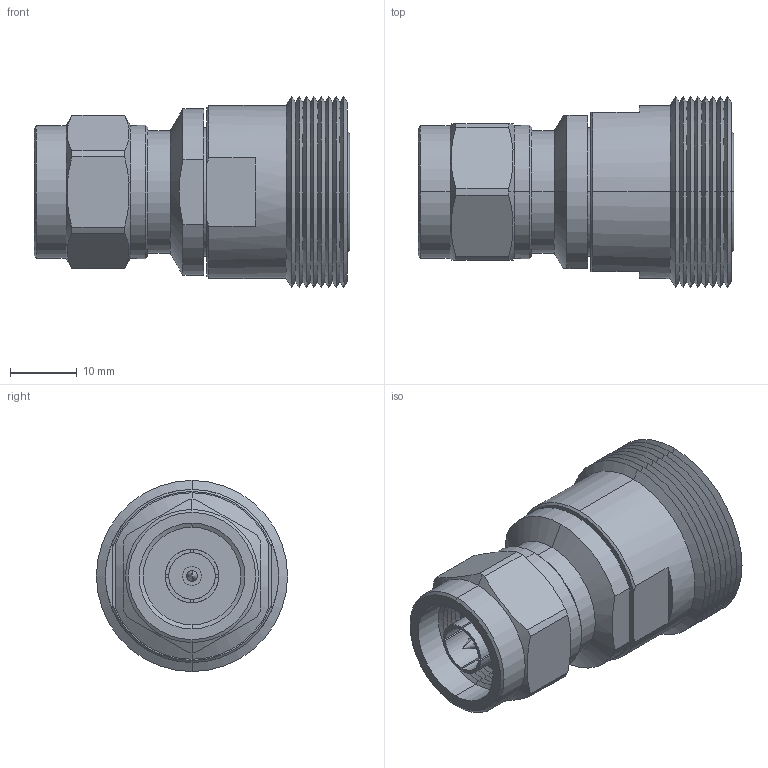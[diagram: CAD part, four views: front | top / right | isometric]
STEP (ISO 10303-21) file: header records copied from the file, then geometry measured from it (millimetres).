
FILE_DESCRIPTION (( 'STEP AP214' ), '1' );
FILE_NAME ('AXA-NMDF.STEP', '2013-06-28T15:27:19', ( 'L-Com' ), ( 'L-Com Global Connectivity' ), 'SwSTEP 2.0', 'SolidWorks 2012', '' );
FILE_SCHEMA (( 'AUTOMOTIVE_DESIGN' ));
Length unit declared in the file: inch
Products named in the file (1): AXA-NMDF
Bounding box: 47.35 x 28.7 x 28.7 mm (x, y, z)
Volume: 15119.1 mm3; surface area: 9500.3 mm2
Topology: 1 solids, 1 shells, 187 faces, 447 edges, 273 vertices
Faces by surface type: cone 73, plane 72, cylinder 40, torus 2
Entity records: 5711 total; most frequent: CARTESIAN_POINT 1212, DIRECTION 979, ORIENTED_EDGE 890, EDGE_CURVE 445, AXIS2_PLACEMENT_3D 382, VERTEX_POINT 273, VECTOR 215, LINE 215
